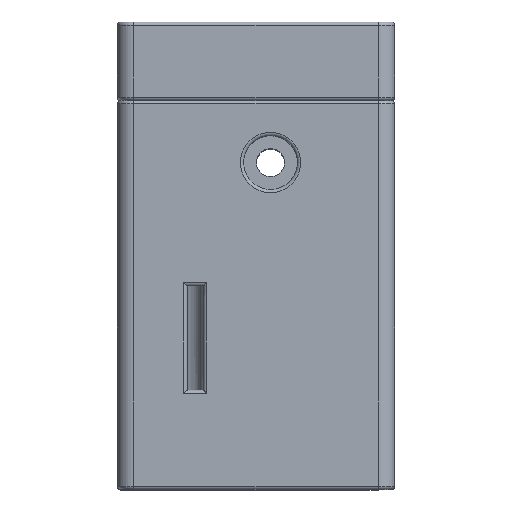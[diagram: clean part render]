
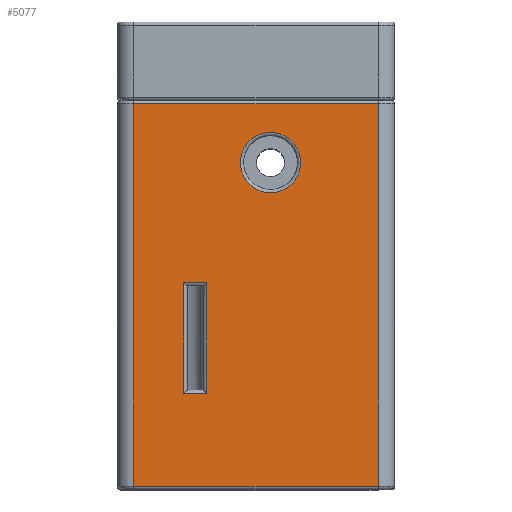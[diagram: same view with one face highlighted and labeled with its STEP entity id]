
A CAD part, top view. The second image highlights one B-rep face of the part: STEP entity #5077.
In plain terms, the highlighted planar face has unit normal (0, 0, 1).
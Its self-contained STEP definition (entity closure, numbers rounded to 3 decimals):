
#51=FACE_BOUND('',#739,.T.);
#52=FACE_BOUND('',#740,.T.);
#140=PLANE('',#5537);
#393=FACE_OUTER_BOUND('',#738,.T.);
#738=EDGE_LOOP('',(#3656,#3657,#3658,#3659));
#739=EDGE_LOOP('',(#3660,#3661,#3662,#3663));
#740=EDGE_LOOP('',(#3664));
#1043=LINE('',#7940,#1370);
#1141=LINE('',#8318,#1468);
#1142=LINE('',#8320,#1469);
#1143=LINE('',#8321,#1470);
#1144=LINE('',#8324,#1471);
#1145=LINE('',#8326,#1472);
#1146=LINE('',#8328,#1473);
#1147=LINE('',#8329,#1474);
#1370=VECTOR('',#6177,10.);
#1468=VECTOR('',#6549,10.);
#1469=VECTOR('',#6550,10.);
#1470=VECTOR('',#6551,10.);
#1471=VECTOR('',#6552,10.);
#1472=VECTOR('',#6553,10.);
#1473=VECTOR('',#6554,10.);
#1474=VECTOR('',#6555,10.);
#1772=CIRCLE('',#5533,3.65);
#2085=VERTEX_POINT('',#7932);
#2087=VERTEX_POINT('',#7938);
#2203=VERTEX_POINT('',#8309);
#2206=VERTEX_POINT('',#8317);
#2207=VERTEX_POINT('',#8319);
#2208=VERTEX_POINT('',#8322);
#2209=VERTEX_POINT('',#8323);
#2210=VERTEX_POINT('',#8325);
#2211=VERTEX_POINT('',#8327);
#2554=EDGE_CURVE('',#2087,#2085,#1043,.T.);
#2729=EDGE_CURVE('',#2203,#2203,#1772,.T.);
#2733=EDGE_CURVE('',#2206,#2087,#1141,.T.);
#2734=EDGE_CURVE('',#2207,#2206,#1142,.T.);
#2735=EDGE_CURVE('',#2085,#2207,#1143,.T.);
#2736=EDGE_CURVE('',#2208,#2209,#1144,.T.);
#2737=EDGE_CURVE('',#2210,#2208,#1145,.T.);
#2738=EDGE_CURVE('',#2211,#2210,#1146,.T.);
#2739=EDGE_CURVE('',#2209,#2211,#1147,.T.);
#3656=ORIENTED_EDGE('',*,*,#2554,.F.);
#3657=ORIENTED_EDGE('',*,*,#2733,.F.);
#3658=ORIENTED_EDGE('',*,*,#2734,.F.);
#3659=ORIENTED_EDGE('',*,*,#2735,.F.);
#3660=ORIENTED_EDGE('',*,*,#2736,.F.);
#3661=ORIENTED_EDGE('',*,*,#2737,.F.);
#3662=ORIENTED_EDGE('',*,*,#2738,.F.);
#3663=ORIENTED_EDGE('',*,*,#2739,.F.);
#3664=ORIENTED_EDGE('',*,*,#2729,.F.);
#5077=ADVANCED_FACE('',(#393,#51,#52),#140,.T.);
#5533=AXIS2_PLACEMENT_3D('',#8310,#6539,#6540);
#5537=AXIS2_PLACEMENT_3D('',#8316,#6547,#6548);
#6177=DIRECTION('',(-1.,0.,0.));
#6539=DIRECTION('center_axis',(0.,0.,1.));
#6540=DIRECTION('ref_axis',(-1.,0.,0.));
#6547=DIRECTION('center_axis',(0.,0.,1.));
#6548=DIRECTION('ref_axis',(1.,0.,0.));
#6549=DIRECTION('',(0.,-1.,0.));
#6550=DIRECTION('',(1.,0.,0.));
#6551=DIRECTION('',(0.,1.,0.));
#6552=DIRECTION('',(0.,-1.,0.));
#6553=DIRECTION('',(-1.,0.,0.));
#6554=DIRECTION('',(0.,1.,0.));
#6555=DIRECTION('',(1.,0.,0.));
#7932=CARTESIAN_POINT('',(-16.5,0.4,23.));
#7938=CARTESIAN_POINT('',(13.,0.4,23.));
#7940=CARTESIAN_POINT('',(-10.125,0.4,23.));
#8309=CARTESIAN_POINT('',(3.65,39.5,23.));
#8310=CARTESIAN_POINT('Origin',(0.,39.5,23.));
#8316=CARTESIAN_POINT('Origin',(-18.5,0.,23.));
#8317=CARTESIAN_POINT('',(13.,46.6,23.));
#8318=CARTESIAN_POINT('',(13.,0.,23.));
#8319=CARTESIAN_POINT('',(-16.5,46.6,23.));
#8320=CARTESIAN_POINT('',(-10.125,46.6,23.));
#8321=CARTESIAN_POINT('',(-16.5,0.,23.));
#8322=CARTESIAN_POINT('',(-10.48,25.,23.));
#8323=CARTESIAN_POINT('',(-10.48,11.6,23.));
#8324=CARTESIAN_POINT('',(-10.48,6.,23.));
#8325=CARTESIAN_POINT('',(-7.68,25.,23.));
#8326=CARTESIAN_POINT('',(-15.276,25.,23.));
#8327=CARTESIAN_POINT('',(-7.68,11.6,23.));
#8328=CARTESIAN_POINT('',(-7.68,6.,23.));
#8329=CARTESIAN_POINT('',(-15.276,11.6,23.));
